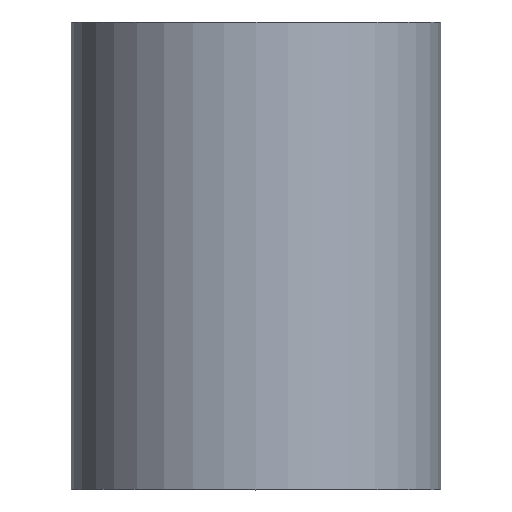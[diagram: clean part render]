
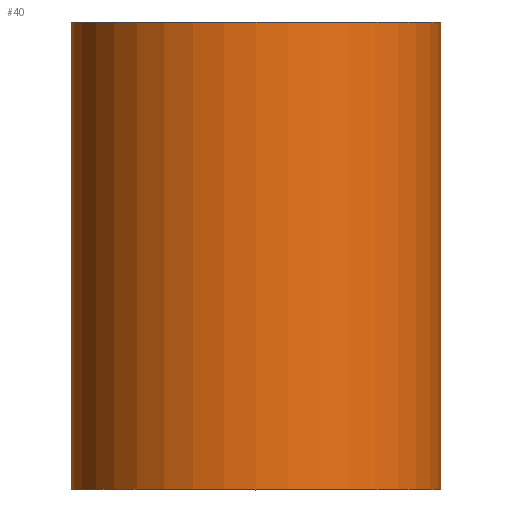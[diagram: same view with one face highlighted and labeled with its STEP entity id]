
A CAD part, top view. The second image highlights one B-rep face of the part: STEP entity #40.
In plain terms, the highlighted cylindrical face has radius 1.9 mm (diameter 3.8 mm), a full revolution.
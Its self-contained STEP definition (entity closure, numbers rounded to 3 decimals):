
#15=LINE('',#90,#16);
#16=VECTOR('',#80,1.9);
#17=CYLINDRICAL_SURFACE('',#67,1.9);
#19=FACE_OUTER_BOUND('',#22,.T.);
#22=EDGE_LOOP('',(#32,#33,#34,#35));
#24=CIRCLE('',#66,1.9);
#25=CIRCLE('',#68,1.9);
#26=VERTEX_POINT('',#85);
#27=VERTEX_POINT('',#88);
#28=EDGE_CURVE('',#26,#26,#24,.T.);
#29=EDGE_CURVE('',#27,#27,#25,.T.);
#30=EDGE_CURVE('',#27,#26,#15,.T.);
#32=ORIENTED_EDGE('',*,*,#29,.F.);
#33=ORIENTED_EDGE('',*,*,#30,.T.);
#34=ORIENTED_EDGE('',*,*,#28,.F.);
#35=ORIENTED_EDGE('',*,*,#30,.F.);
#40=ADVANCED_FACE('',(#19),#17,.T.);
#66=AXIS2_PLACEMENT_3D('',#86,#74,#75);
#67=AXIS2_PLACEMENT_3D('',#87,#76,#77);
#68=AXIS2_PLACEMENT_3D('',#89,#78,#79);
#74=DIRECTION('center_axis',(0.,-1.,0.));
#75=DIRECTION('ref_axis',(-1.,0.,0.));
#76=DIRECTION('center_axis',(0.,1.,0.));
#77=DIRECTION('ref_axis',(-1.,0.,0.));
#78=DIRECTION('center_axis',(0.,1.,0.));
#79=DIRECTION('ref_axis',(-1.,0.,0.));
#80=DIRECTION('',(0.,-1.,0.));
#85=CARTESIAN_POINT('',(1.9,-2.4,0.));
#86=CARTESIAN_POINT('Origin',(0.,-2.4,0.));
#87=CARTESIAN_POINT('Origin',(0.,0.,0.));
#88=CARTESIAN_POINT('',(1.9,2.4,0.));
#89=CARTESIAN_POINT('Origin',(0.,2.4,0.));
#90=CARTESIAN_POINT('',(1.9,0.,0.));
